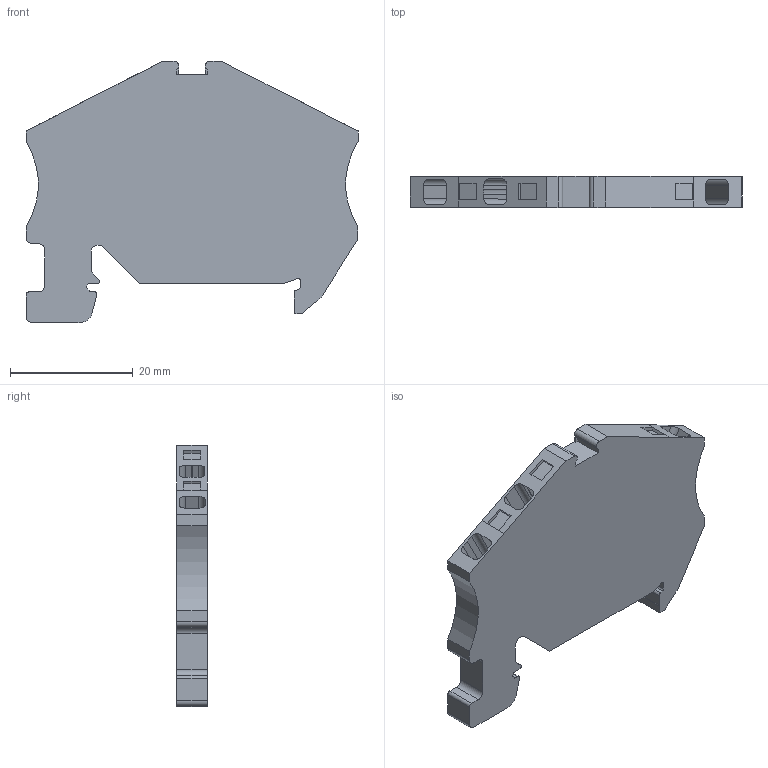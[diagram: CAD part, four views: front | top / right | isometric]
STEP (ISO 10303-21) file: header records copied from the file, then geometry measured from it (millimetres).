
FILE_DESCRIPTION(/* description */ ('Unknown'),/* implementation_level */ '2;1');
FILE_NAME(/* name */ 'DET2.5-1X2_GN_3D',/* time_stamp */ '2019-10-04T09:52:31+05:00',/* author */ ('Unknown'),/* organization */ ('Unknown'),/* preprocessor_version */ 'ST-DEVELOPER v16.7',/* originating_system */ 'DEX',/* authorisation */ $);
FILE_SCHEMA (('AUTOMOTIVE_DESIGN {1 0 10303 214 3 1 1}'));
Length unit declared in the file: millimetre
Products named in the file (1): DET2.5-1X2
Bounding box: 54 x 5 x 42.5 mm (x, y, z)
Volume: 7563.5 mm3; surface area: 5055.6 mm2
Topology: 1 solids, 1 shells, 128 faces, 362 edges, 240 vertices
Faces by surface type: plane 88, cylinder 40
Entity records: 4166 total; most frequent: CARTESIAN_POINT 731, ORIENTED_EDGE 724, DIRECTION 702, EDGE_CURVE 362, LINE 280, VECTOR 280, VERTEX_POINT 240, AXIS2_PLACEMENT_3D 211
